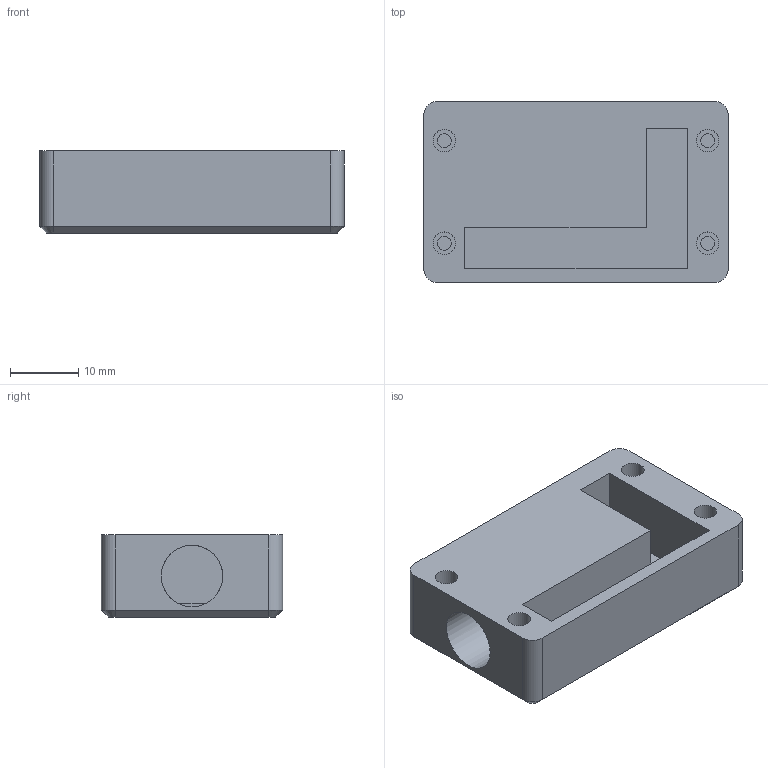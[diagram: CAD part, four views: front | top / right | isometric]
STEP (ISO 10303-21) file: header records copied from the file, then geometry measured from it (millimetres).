
FILE_DESCRIPTION(/* description */ (''),/* implementation_level */ '2;1');
FILE_NAME(/* name */ '05a0684b-fe67-4163-955f-4233922d767a.stp',/* time_stamp */ '2023-09-12T22:15:37Z',/* author */ (''),/* organization */ (''),/* preprocessor_version */ 'ST-DEVELOPER v20',/* originating_system */ 'Autodesk Translation Framework v12.14.0.127',/* authorisation */ '');
FILE_SCHEMA (('AUTOMOTIVE_DESIGN { 1 0 10303 214 3 1 1 }'));
Length unit declared in the file: millimetre
Products named in the file (1): ThermaQR - camera housing cap
Bounding box: 44.5 x 26.5 x 12 mm (x, y, z)
Volume: 8545.4 mm3; surface area: 6412.8 mm2
Topology: 1 solids, 1 shells, 164 faces, 419 edges, 276 vertices
Faces by surface type: plane 99, bspline 42, cylinder 19, cone 4
Full cylindrical faces by diameter (mm): 2 x4, 3.3 x4, 3.5 x2, 4.3 x2, 6.25 x2, 9 x1
Entity records: 5408 total; most frequent: CARTESIAN_POINT 1644, ORIENTED_EDGE 838, DIRECTION 617, EDGE_CURVE 419, LINE 287, VECTOR 287, VERTEX_POINT 276, EDGE_LOOP 189
